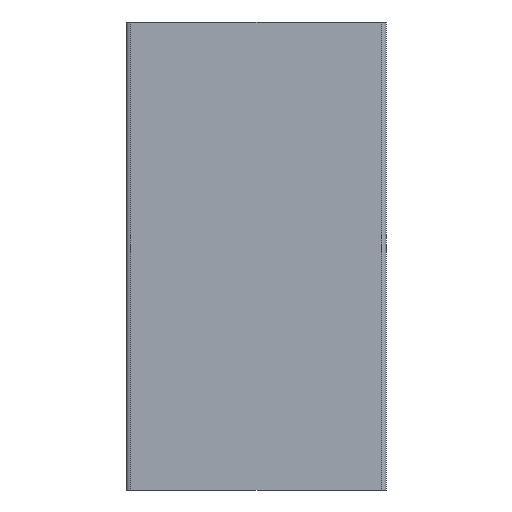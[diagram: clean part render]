
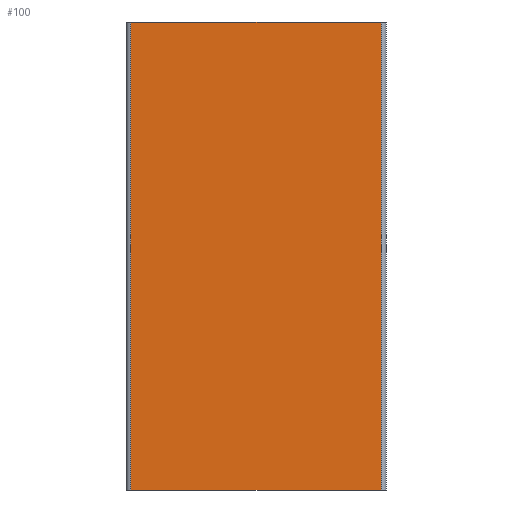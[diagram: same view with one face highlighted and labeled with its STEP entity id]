
A CAD part, front view. The second image highlights one B-rep face of the part: STEP entity #100.
In plain terms, the highlighted planar face has unit normal (0, -1, 0).
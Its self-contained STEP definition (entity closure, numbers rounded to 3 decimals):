
#2 = VECTOR ( 'NONE', #222, 1000. ) ;
#6 = EDGE_CURVE ( 'NONE', #281, #221, #79, .T. ) ;
#21 = CARTESIAN_POINT ( 'NONE',  ( -29.34, -9.115, 0. ) ) ;
#30 = EDGE_CURVE ( 'NONE', #219, #221, #321, .T. ) ;
#33 = LINE ( 'NONE', #303, #111 ) ;
#51 = CARTESIAN_POINT ( 'NONE',  ( 83.66, -9.115, -207. ) ) ;
#63 = DIRECTION ( 'NONE',  ( 0., 0., -1. ) ) ;
#79 = LINE ( 'NONE', #51, #2 ) ;
#81 = ORIENTED_EDGE ( 'NONE', *, *, #30, .F. ) ;
#83 = VECTOR ( 'NONE', #63, 1000. ) ;
#87 = CARTESIAN_POINT ( 'NONE',  ( -27.34, -9.115, -207. ) ) ;
#96 = CARTESIAN_POINT ( 'NONE',  ( -27.34, -9.115, 0. ) ) ;
#100 = ADVANCED_FACE ( 'NONE', ( #109 ), #317, .T. ) ;
#109 = FACE_OUTER_BOUND ( 'NONE', #267, .T. ) ;
#111 = VECTOR ( 'NONE', #150, 1000. ) ;
#122 = CARTESIAN_POINT ( 'NONE',  ( 83.66, -9.115, 0. ) ) ;
#124 = LINE ( 'NONE', #262, #83 ) ;
#126 = ORIENTED_EDGE ( 'NONE', *, *, #237, .T. ) ;
#135 = ORIENTED_EDGE ( 'NONE', *, *, #228, .T. ) ;
#137 = DIRECTION ( 'NONE',  ( 1., 0., 0. ) ) ;
#145 = VERTEX_POINT ( 'NONE', #87 ) ;
#150 = DIRECTION ( 'NONE',  ( 1., 0., 0. ) ) ;
#156 = VECTOR ( 'NONE', #137, 1000. ) ;
#173 = DIRECTION ( 'NONE',  ( 0., -1., 0. ) ) ;
#177 = CARTESIAN_POINT ( 'NONE',  ( -29.34, -9.115, -207. ) ) ;
#184 = CARTESIAN_POINT ( 'NONE',  ( 83.66, -9.115, -207. ) ) ;
#195 = AXIS2_PLACEMENT_3D ( 'NONE', #177, #173, #196 ) ;
#196 = DIRECTION ( 'NONE',  ( 0., 0., -1. ) ) ;
#210 = ORIENTED_EDGE ( 'NONE', *, *, #6, .T. ) ;
#219 = VERTEX_POINT ( 'NONE', #96 ) ;
#221 = VERTEX_POINT ( 'NONE', #122 ) ;
#222 = DIRECTION ( 'NONE',  ( 0., 0., 1. ) ) ;
#228 = EDGE_CURVE ( 'NONE', #219, #145, #124, .T. ) ;
#237 = EDGE_CURVE ( 'NONE', #145, #281, #33, .T. ) ;
#262 = CARTESIAN_POINT ( 'NONE',  ( -27.34, -9.115, -207. ) ) ;
#267 = EDGE_LOOP ( 'NONE', ( #126, #210, #81, #135 ) ) ;
#281 = VERTEX_POINT ( 'NONE', #184 ) ;
#303 = CARTESIAN_POINT ( 'NONE',  ( -29.34, -9.115, -207. ) ) ;
#317 = PLANE ( 'NONE',  #195 ) ;
#321 = LINE ( 'NONE', #21, #156 ) ;
